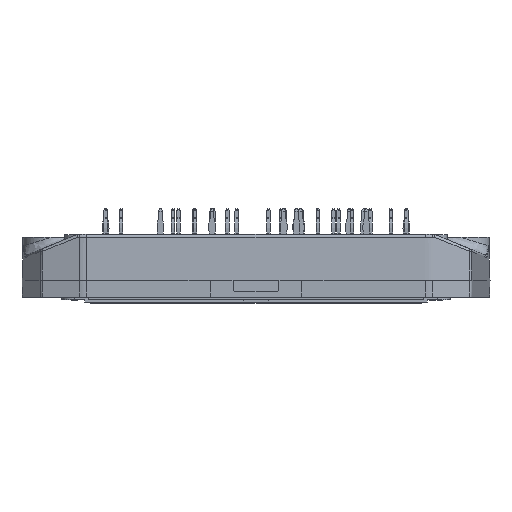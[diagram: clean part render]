
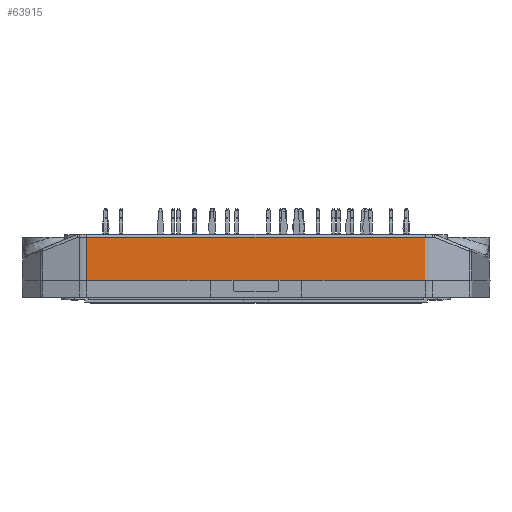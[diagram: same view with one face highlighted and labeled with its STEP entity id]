
A CAD part, front view. The second image highlights one B-rep face of the part: STEP entity #63915.
In plain terms, the highlighted planar face has unit normal (0, -1, 0.026).
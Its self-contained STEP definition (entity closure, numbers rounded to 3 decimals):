
#7036=ORIENTED_EDGE('',*,*,#19899,.F.);
#7037=ORIENTED_EDGE('',*,*,#19900,.T.);
#7038=ORIENTED_EDGE('',*,*,#19634,.F.);
#7039=ORIENTED_EDGE('',*,*,#19901,.F.);
#7040=ORIENTED_EDGE('',*,*,#19902,.T.);
#7041=ORIENTED_EDGE('',*,*,#19903,.T.);
#7042=ORIENTED_EDGE('',*,*,#19887,.T.);
#7043=ORIENTED_EDGE('',*,*,#19904,.F.);
#7044=ORIENTED_EDGE('',*,*,#19882,.F.);
#7045=ORIENTED_EDGE('',*,*,#19621,.F.);
#19621=EDGE_CURVE('',#26184,#26185,#30496,.T.);
#19634=EDGE_CURVE('',#26194,#26195,#30504,.T.);
#19882=EDGE_CURVE('',#26185,#26343,#30624,.T.);
#19887=EDGE_CURVE('',#26347,#26346,#30627,.T.);
#19899=EDGE_CURVE('',#26357,#26184,#30635,.T.);
#19900=EDGE_CURVE('',#26357,#26195,#30636,.F.);
#19901=EDGE_CURVE('',#26358,#26194,#30637,.F.);
#19902=EDGE_CURVE('',#26358,#26359,#30638,.T.);
#19903=EDGE_CURVE('',#26359,#26347,#30639,.T.);
#19904=EDGE_CURVE('',#26343,#26346,#30640,.T.);
#26184=VERTEX_POINT('',#88224);
#26185=VERTEX_POINT('',#88226);
#26194=VERTEX_POINT('',#88259);
#26195=VERTEX_POINT('',#88260);
#26343=VERTEX_POINT('',#89300);
#26346=VERTEX_POINT('',#89307);
#26347=VERTEX_POINT('',#89309);
#26357=VERTEX_POINT('',#89413);
#26358=VERTEX_POINT('',#89416);
#26359=VERTEX_POINT('',#89418);
#30496=LINE('',#88225,#34830);
#30504=LINE('',#88258,#34838);
#30624=LINE('',#89299,#34958);
#30627=LINE('',#89308,#34961);
#30635=LINE('',#89412,#34969);
#30636=LINE('',#89414,#34970);
#30637=LINE('',#89415,#34971);
#30638=LINE('',#89417,#34972);
#30639=LINE('',#89419,#34973);
#30640=LINE('',#89420,#34974);
#34830=VECTOR('',#73643,1000.);
#34838=VECTOR('',#73667,1000.);
#34958=VECTOR('',#74105,1000.);
#34961=VECTOR('',#74112,1000.);
#34969=VECTOR('',#74124,1000.);
#34970=VECTOR('',#74125,1000.);
#34971=VECTOR('',#74126,1000.);
#34972=VECTOR('',#74127,1000.);
#34973=VECTOR('',#74128,1000.);
#34974=VECTOR('',#74129,1000.);
#39029=EDGE_LOOP('',(#7036,#7037,#7038,#7039,#7040,#7041,#7042,#7043,#7044,
#7045));
#41825=FACE_BOUND('',#39029,.T.);
#44139=PLANE('',#67273);
#63915=ADVANCED_FACE('',(#41825),#44139,.T.);
#67273=AXIS2_PLACEMENT_3D('',#89411,#74122,#74123);
#73643=DIRECTION('',(-1.,0.,0.));
#73667=DIRECTION('',(1.,0.,0.));
#74105=DIRECTION('',(-1.,0.,0.));
#74112=DIRECTION('',(1.,0.,0.));
#74122=DIRECTION('',(0.,-1.,0.026));
#74123=DIRECTION('',(0.,0.026,1.));
#74124=DIRECTION('',(-1.,0.,0.));
#74125=DIRECTION('',(0.006,-0.026,-1.));
#74126=DIRECTION('',(-0.006,-0.026,-1.));
#74127=DIRECTION('',(1.,0.,0.));
#74128=DIRECTION('',(1.,0.,0.));
#74129=DIRECTION('',(-1.,0.,0.));
#88224=CARTESIAN_POINT('',(29.513,-30.776,3.));
#88225=CARTESIAN_POINT('',(17.961,-30.776,3.));
#88226=CARTESIAN_POINT('',(8.,-30.776,3.));
#88258=CARTESIAN_POINT('',(27.533,-30.58,10.513));
#88259=CARTESIAN_POINT('',(-29.469,-30.58,10.513));
#88260=CARTESIAN_POINT('',(29.469,-30.58,10.513));
#89299=CARTESIAN_POINT('',(17.961,-30.776,3.));
#89300=CARTESIAN_POINT('',(4.,-30.776,3.));
#89307=CARTESIAN_POINT('',(-4.,-30.776,3.));
#89308=CARTESIAN_POINT('',(-17.961,-30.776,3.));
#89309=CARTESIAN_POINT('',(-8.,-30.776,3.));
#89411=CARTESIAN_POINT('',(17.961,-30.776,3.));
#89412=CARTESIAN_POINT('',(17.961,-30.776,3.));
#89413=CARTESIAN_POINT('',(29.513,-30.776,3.));
#89414=CARTESIAN_POINT('',(29.512,-30.775,3.067));
#89415=CARTESIAN_POINT('',(-29.512,-30.775,3.067));
#89416=CARTESIAN_POINT('',(-29.513,-30.776,3.));
#89417=CARTESIAN_POINT('',(-17.961,-30.776,3.));
#89418=CARTESIAN_POINT('',(-29.513,-30.776,3.));
#89419=CARTESIAN_POINT('',(-17.961,-30.776,3.));
#89420=CARTESIAN_POINT('',(-17.961,-30.776,3.));
